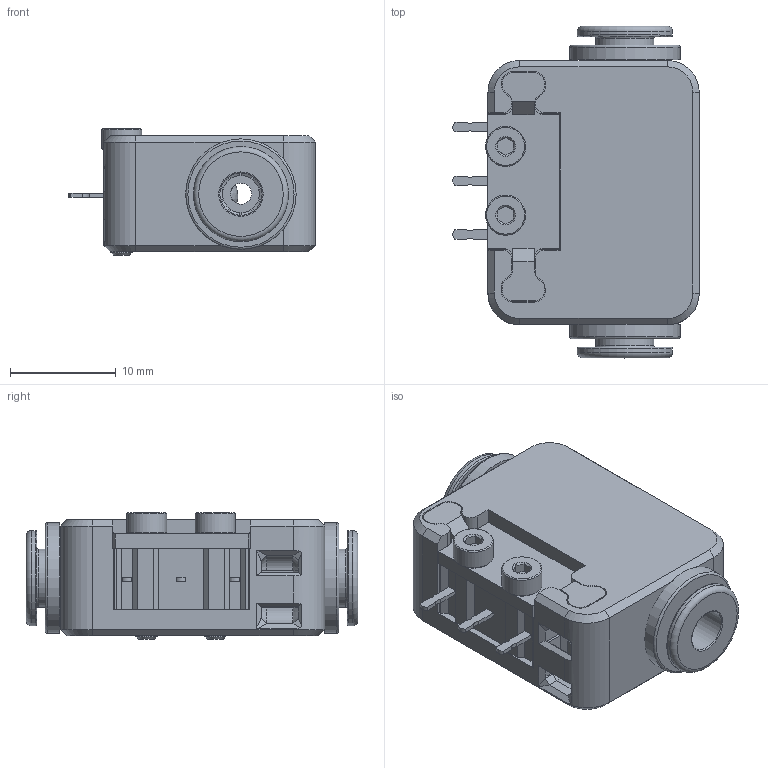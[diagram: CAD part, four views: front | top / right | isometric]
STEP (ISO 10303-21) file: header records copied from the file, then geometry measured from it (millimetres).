
FILE_DESCRIPTION(/* description */ (''),/* implementation_level */ '2;1');
FILE_NAME(/* name */ 'Filatector v2.step',/* time_stamp */ '2024-09-08T12:22:18-07:00',/* author */ (''),/* organization */ (''),/* preprocessor_version */ 'ST-DEVELOPER v20',/* originating_system */ 'Autodesk Translation Framework v13.14.0.145',/* authorisation */ '');
FILE_SCHEMA (('AUTOMOTIVE_DESIGN { 1 0 10303 214 3 1 1 }'));
Length unit declared in the file: millimetre
Products named in the file (12): Filatector; D2F_Lock; Hardware (1); 91290A017_NO THREADS_Alloy Steel Socket Head Screw; D2F_Straight v1; D2F_Bottom^D2F_Straight; D2F_Top^D2F_Straight; D2F_Button^D2F_Straight; D2F_Pin^D2F_Straight; 5mm_Ball_Bearing; ECAS04; FilaTector_1
Assembly tree (16 placements, depth 4):
  Filatector
    D2F_Lock
    Hardware (1)
      91290A017_NO THREADS_Alloy Steel Socket Head Screw  x2
      D2F_Straight v1
        D2F_Bottom^D2F_Straight
        D2F_Top^D2F_Straight
        D2F_Button^D2F_Straight
        D2F_Pin^D2F_Straight  x4
      ECAS04  x2
      5mm_Ball_Bearing
    FilaTector_1
Bounding box: 23.33 x 31.4 x 12 mm (x, y, z)
Volume: 4848.4 mm3; surface area: 5910.2 mm2
Topology: 21 solids, 21 shells, 966 faces, 2539 edges, 1614 vertices
Faces by surface type: plane 474, cylinder 319, torus 74, cone 68, sphere 23, bspline 8
Full cylindrical faces by diameter (mm): 1.65 x2, 2 x4, 2.2 x2, 3.8 x2, 4 x2, 5.5 x4, 5.6 x1, 6 x4, 6.5 x2, 6.8 x2, 7.7 x2, 8 x6, 8.47 x2, 9 x2, 10.45 x2
Entity records: 21343 total; most frequent: CARTESIAN_POINT 4263, DIRECTION 3572, ORIENTED_EDGE 3484, EDGE_CURVE 1742, AXIS2_PLACEMENT_3D 1271, VERTEX_POINT 1109, LINE 1030, VECTOR 1030
